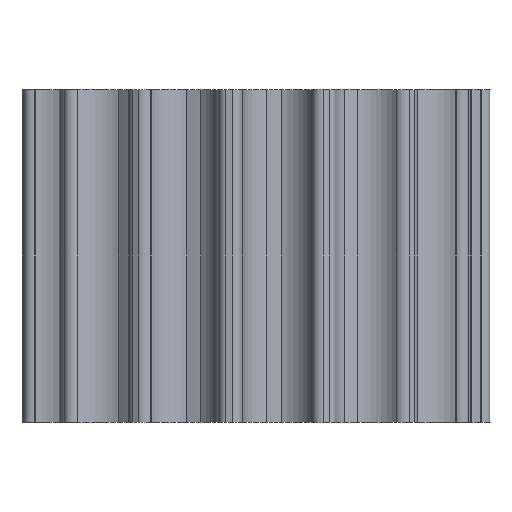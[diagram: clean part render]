
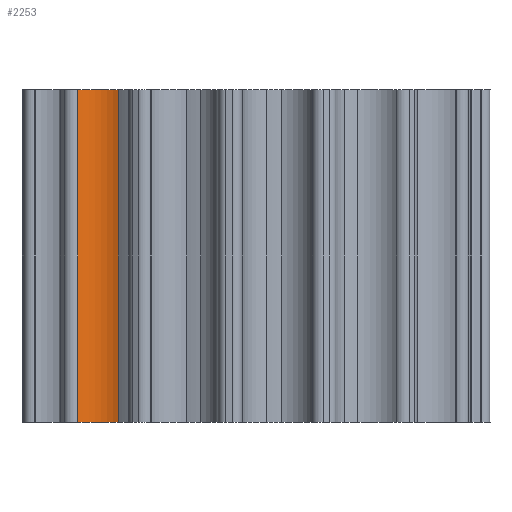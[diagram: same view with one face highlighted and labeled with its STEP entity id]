
A CAD part, left-side view. The second image highlights one B-rep face of the part: STEP entity #2253.
In plain terms, the highlighted cylindrical face has radius 1.884 mm (diameter 3.768 mm), a partial arc.
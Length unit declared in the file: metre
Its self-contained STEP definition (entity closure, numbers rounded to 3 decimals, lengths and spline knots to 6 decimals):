
#63=LINE('',#3539,#243);
#68=LINE('',#3553,#248);
#243=VECTOR('',#2756,1.);
#248=VECTOR('',#2771,1.);
#464=ORIENTED_EDGE('',*,*,#1171,.T.);
#465=ORIENTED_EDGE('',*,*,#1161,.T.);
#466=ORIENTED_EDGE('',*,*,#1172,.F.);
#467=ORIENTED_EDGE('',*,*,#1168,.F.);
#1161=EDGE_CURVE('',#1510,#1511,#63,.T.);
#1168=EDGE_CURVE('',#1516,#1517,#68,.T.);
#1171=EDGE_CURVE('',#1516,#1510,#1746,.T.);
#1172=EDGE_CURVE('',#1517,#1511,#1747,.T.);
#1510=VERTEX_POINT('',#3536);
#1511=VERTEX_POINT('',#3538);
#1516=VERTEX_POINT('',#3554);
#1517=VERTEX_POINT('',#3555);
#1746=CIRCLE('',#2411,0.001884);
#1747=CIRCLE('',#2412,0.001884);
#1919=EDGE_LOOP('',(#464,#465,#466,#467));
#2041=FACE_BOUND('',#1919,.T.);
#2159=CYLINDRICAL_SURFACE('',#2410,0.001884);
#2253=ADVANCED_FACE('',(#2041),#2159,.F.);
#2410=AXIS2_PLACEMENT_3D('',#3558,#2776,#2777);
#2411=AXIS2_PLACEMENT_3D('',#3559,#2778,#2779);
#2412=AXIS2_PLACEMENT_3D('',#3560,#2780,#2781);
#2756=DIRECTION('',(0.,0.,-1.));
#2771=DIRECTION('',(0.,0.,-1.));
#2776=DIRECTION('',(0.,0.,-1.));
#2777=DIRECTION('',(-0.669,-0.743,0.));
#2778=DIRECTION('',(0.,0.,1.));
#2779=DIRECTION('',(0.669,0.743,0.));
#2780=DIRECTION('',(0.,0.,1.));
#2781=DIRECTION('',(0.669,0.743,0.));
#3536=CARTESIAN_POINT('',(-0.00687,0.008468,0.008));
#3538=CARTESIAN_POINT('',(-0.00687,0.008468,-0.008));
#3539=CARTESIAN_POINT('',(-0.00687,0.008468,0.008002));
#3553=CARTESIAN_POINT('',(-0.006715,0.00653,0.008002));
#3554=CARTESIAN_POINT('',(-0.006715,0.00653,0.008));
#3555=CARTESIAN_POINT('',(-0.006715,0.00653,-0.008));
#3558=CARTESIAN_POINT('',(-0.008402,0.00737,0.008002));
#3559=CARTESIAN_POINT('',(-0.008402,0.00737,0.008));
#3560=CARTESIAN_POINT('',(-0.008402,0.00737,-0.008));
